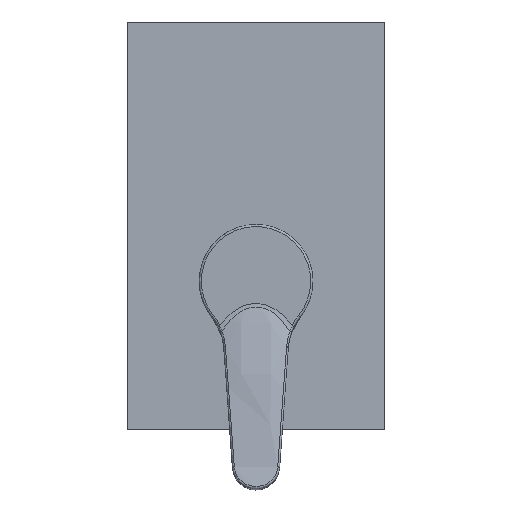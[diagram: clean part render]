
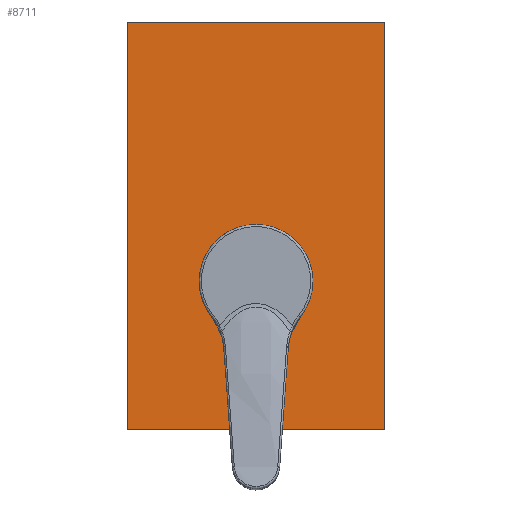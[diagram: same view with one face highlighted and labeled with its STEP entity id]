
A CAD part, top view. The second image highlights one B-rep face of the part: STEP entity #8711.
In plain terms, the highlighted planar face has unit normal (0, 0, 1).
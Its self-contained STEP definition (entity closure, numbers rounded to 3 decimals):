
#53 = DIRECTION ( 'NONE',  ( 0., -1., 0. ) ) ;
#99 = LINE ( 'NONE', #3051, #833 ) ;
#483 = AXIS2_PLACEMENT_3D ( 'NONE', #5028, #7722, #4972 ) ;
#518 = DIRECTION ( 'NONE',  ( 0., 0., 1. ) ) ;
#685 = VERTEX_POINT ( 'NONE', #3740 ) ;
#833 = VECTOR ( 'NONE', #1590, 1000. ) ;
#1009 = DIRECTION ( 'NONE',  ( 1., 0., 0. ) ) ;
#1241 = CARTESIAN_POINT ( 'NONE',  ( 60., 95., 9. ) ) ;
#1442 = EDGE_CURVE ( 'NONE', #5552, #2943, #6271, .T. ) ;
#1447 = EDGE_CURVE ( 'NONE', #685, #2029, #1666, .T. ) ;
#1590 = DIRECTION ( 'NONE',  ( 0., 1., 0. ) ) ;
#1647 = DIRECTION ( 'NONE',  ( 0., 0., 1. ) ) ;
#1666 = CIRCLE ( 'NONE', #5116, 26. ) ;
#2029 = VERTEX_POINT ( 'NONE', #2917 ) ;
#2422 = EDGE_LOOP ( 'NONE', ( #3908, #4527 ) ) ;
#2458 = LINE ( 'NONE', #1241, #7598 ) ;
#2521 = DIRECTION ( 'NONE',  ( 1., 0., 0. ) ) ;
#2686 = DIRECTION ( 'NONE',  ( -1., 0., 0. ) ) ;
#2917 = CARTESIAN_POINT ( 'NONE',  ( 26., -26., 9. ) ) ;
#2933 = CARTESIAN_POINT ( 'NONE',  ( -60., 95., 9. ) ) ;
#2943 = VERTEX_POINT ( 'NONE', #7600 ) ;
#2958 = VECTOR ( 'NONE', #53, 1000. ) ;
#3051 = CARTESIAN_POINT ( 'NONE',  ( 60., 95., 9. ) ) ;
#3740 = CARTESIAN_POINT ( 'NONE',  ( -26., -26., 9. ) ) ;
#3874 = AXIS2_PLACEMENT_3D ( 'NONE', #6398, #1647, #1009 ) ;
#3908 = ORIENTED_EDGE ( 'NONE', *, *, #1447, .F. ) ;
#4063 = CARTESIAN_POINT ( 'NONE',  ( -60., 95., 9. ) ) ;
#4386 = PLANE ( 'NONE',  #483 ) ;
#4408 = ORIENTED_EDGE ( 'NONE', *, *, #5315, .T. ) ;
#4465 = FACE_OUTER_BOUND ( 'NONE', #6322, .T. ) ;
#4511 = DIRECTION ( 'NONE',  ( 1., 0., 0. ) ) ;
#4527 = ORIENTED_EDGE ( 'NONE', *, *, #7067, .F. ) ;
#4899 = CARTESIAN_POINT ( 'NONE',  ( 60., 95., 9. ) ) ;
#4945 = LINE ( 'NONE', #4063, #2958 ) ;
#4972 = DIRECTION ( 'NONE',  ( -1., 0., 0. ) ) ;
#5028 = CARTESIAN_POINT ( 'NONE',  ( 0., 0., 9. ) ) ;
#5116 = AXIS2_PLACEMENT_3D ( 'NONE', #5855, #518, #4511 ) ;
#5120 = CIRCLE ( 'NONE', #3874, 26. ) ;
#5315 = EDGE_CURVE ( 'NONE', #6916, #7020, #2458, .T. ) ;
#5552 = VERTEX_POINT ( 'NONE', #6304 ) ;
#5855 = CARTESIAN_POINT ( 'NONE',  ( 0., -26., 9. ) ) ;
#6096 = ORIENTED_EDGE ( 'NONE', *, *, #6729, .T. ) ;
#6271 = LINE ( 'NONE', #7212, #7120 ) ;
#6304 = CARTESIAN_POINT ( 'NONE',  ( -60., -95., 9. ) ) ;
#6322 = EDGE_LOOP ( 'NONE', ( #6096, #7876, #8628, #4408 ) ) ;
#6398 = CARTESIAN_POINT ( 'NONE',  ( 0., -26., 9. ) ) ;
#6729 = EDGE_CURVE ( 'NONE', #7020, #5552, #4945, .T. ) ;
#6916 = VERTEX_POINT ( 'NONE', #4899 ) ;
#7006 = EDGE_CURVE ( 'NONE', #2943, #6916, #99, .T. ) ;
#7020 = VERTEX_POINT ( 'NONE', #2933 ) ;
#7067 = EDGE_CURVE ( 'NONE', #2029, #685, #5120, .T. ) ;
#7120 = VECTOR ( 'NONE', #2521, 1000. ) ;
#7212 = CARTESIAN_POINT ( 'NONE',  ( 60., -95., 9. ) ) ;
#7598 = VECTOR ( 'NONE', #2686, 1000. ) ;
#7600 = CARTESIAN_POINT ( 'NONE',  ( 60., -95., 9. ) ) ;
#7722 = DIRECTION ( 'NONE',  ( 0., 0., -1. ) ) ;
#7876 = ORIENTED_EDGE ( 'NONE', *, *, #1442, .T. ) ;
#8047 = FACE_BOUND ( 'NONE', #2422, .T. ) ;
#8628 = ORIENTED_EDGE ( 'NONE', *, *, #7006, .T. ) ;
#8711 = ADVANCED_FACE ( 'NONE', ( #8047, #4465 ), #4386, .F. ) ;
